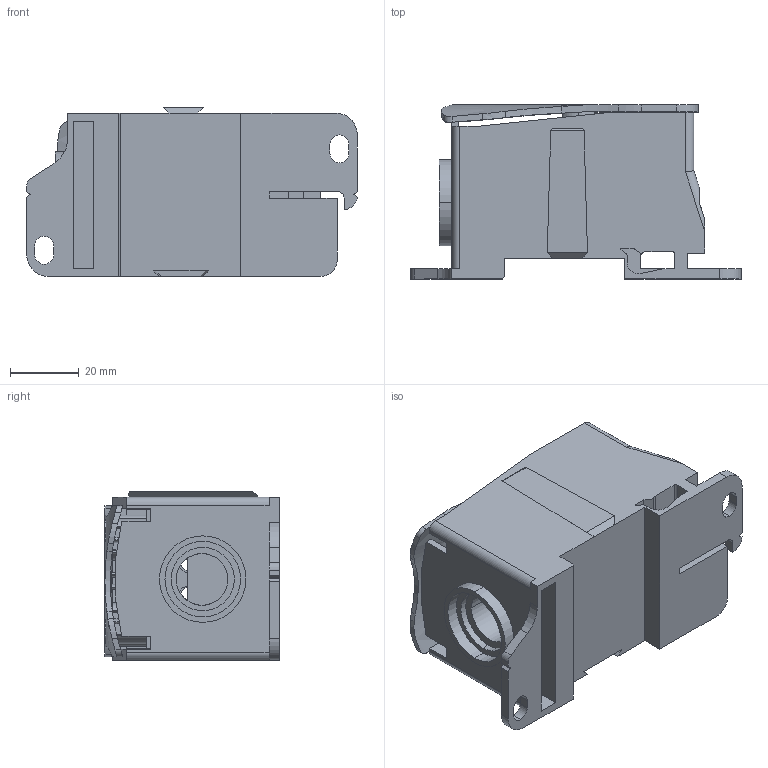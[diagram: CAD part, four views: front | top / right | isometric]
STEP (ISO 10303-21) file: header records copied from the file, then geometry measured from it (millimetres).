
FILE_DESCRIPTION(('STEP AP203'),'1');
FILE_NAME('ud-250a.stp','2024-06-05T09:11:23',('TraceParts'),('TraceParts S.A.'),'Spatial InterOp 3D',' ',' ');
FILE_SCHEMA(('CONFIG_CONTROL_DESIGN'));
Length unit declared in the file: millimetre
Products named in the file (1): 1
Bounding box: 96.27 x 50.69 x 49.2 mm (x, y, z)
Volume: 97870 mm3; surface area: 58220.8 mm2
Topology: 3 solids, 3 shells, 449 faces, 1307 edges, 856 vertices
Faces by surface type: plane 217, cylinder 202, cone 22, bspline 8
Entity records: 16018 total; most frequent: CARTESIAN_POINT 3875, ORIENTED_EDGE 2614, DIRECTION 2464, EDGE_CURVE 1307, VERTEX_POINT 856, AXIS2_PLACEMENT_3D 835, LINE 794, VECTOR 794
